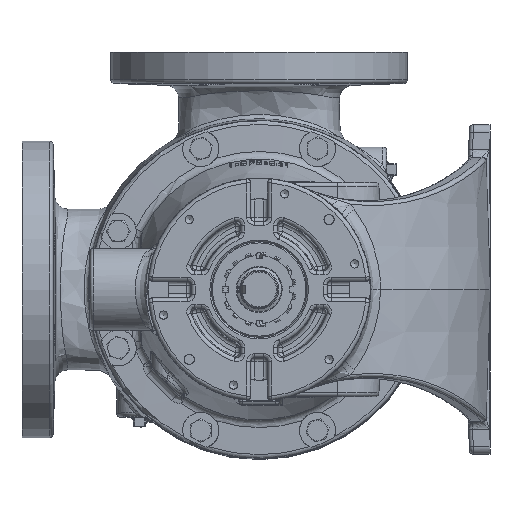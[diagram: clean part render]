
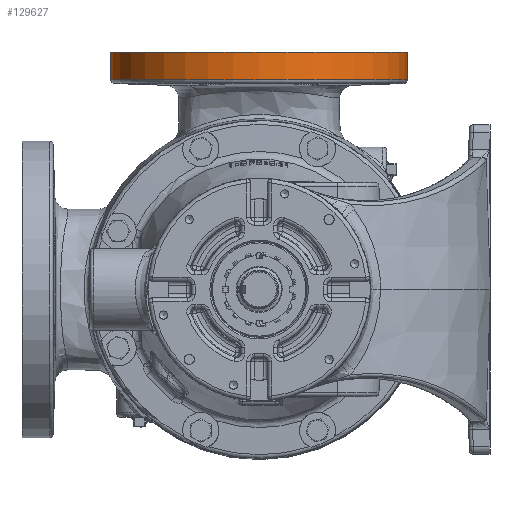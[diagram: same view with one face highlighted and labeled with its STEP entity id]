
A CAD part, left-side view. The second image highlights one B-rep face of the part: STEP entity #129627.
In plain terms, the highlighted cylindrical face has radius 114.3 mm (diameter 228.6 mm), a full revolution.
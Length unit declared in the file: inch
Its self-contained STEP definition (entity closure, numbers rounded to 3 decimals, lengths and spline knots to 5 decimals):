
#2574 = CARTESIAN_POINT ( 'NONE',  ( 3.345, 0., 7.19 ) ) ;
#3944 = EDGE_LOOP ( 'NONE', ( #85015 ) ) ;
#8849 = CARTESIAN_POINT ( 'NONE',  ( 3.345, 0., 0. ) ) ;
#9788 = FACE_OUTER_BOUND ( 'NONE', #3944, .T. ) ;
#15106 = DIRECTION ( 'NONE',  ( 1., 0., 0. ) ) ;
#20046 = ORIENTED_EDGE ( 'NONE', *, *, #102195, .T. ) ;
#21344 = DIRECTION ( 'NONE',  ( 0., 0., -1. ) ) ;
#23362 = CYLINDRICAL_SURFACE ( 'NONE', #63008, 4.5 ) ;
#36713 = AXIS2_PLACEMENT_3D ( 'NONE', #2574, #90532, #15106 ) ;
#39112 = FACE_OUTER_BOUND ( 'NONE', #125620, .T. ) ;
#49087 = AXIS2_PLACEMENT_3D ( 'NONE', #68744, #156765, #81410 ) ;
#54427 = CIRCLE ( 'NONE', #36713, 4.5 ) ;
#62955 = EDGE_CURVE ( 'NONE', #84225, #84225, #54427, .T. ) ;
#63008 = AXIS2_PLACEMENT_3D ( 'NONE', #8849, #21344, #159961 ) ;
#68744 = CARTESIAN_POINT ( 'NONE',  ( 3.345, 0., 6.36588 ) ) ;
#81410 = DIRECTION ( 'NONE',  ( 0., 1., 0. ) ) ;
#83118 = CIRCLE ( 'NONE', #49087, 4.5 ) ;
#84225 = VERTEX_POINT ( 'NONE', #161083 ) ;
#85015 = ORIENTED_EDGE ( 'NONE', *, *, #62955, .F. ) ;
#86171 = VERTEX_POINT ( 'NONE', #162692 ) ;
#90532 = DIRECTION ( 'NONE',  ( 0., 0., 1. ) ) ;
#102195 = EDGE_CURVE ( 'NONE', #86171, #86171, #83118, .T. ) ;
#125620 = EDGE_LOOP ( 'NONE', ( #20046 ) ) ;
#129627 = ADVANCED_FACE ( 'Defeatured_0_1119', ( #39112, #9788 ), #23362, .T. ) ;
#156765 = DIRECTION ( 'NONE',  ( 0., 0., 1. ) ) ;
#159961 = DIRECTION ( 'NONE',  ( 0., -1., 0. ) ) ;
#161083 = CARTESIAN_POINT ( 'NONE',  ( 7.845, 0., 7.19 ) ) ;
#162692 = CARTESIAN_POINT ( 'NONE',  ( 3.345, 4.5, 6.36588 ) ) ;
